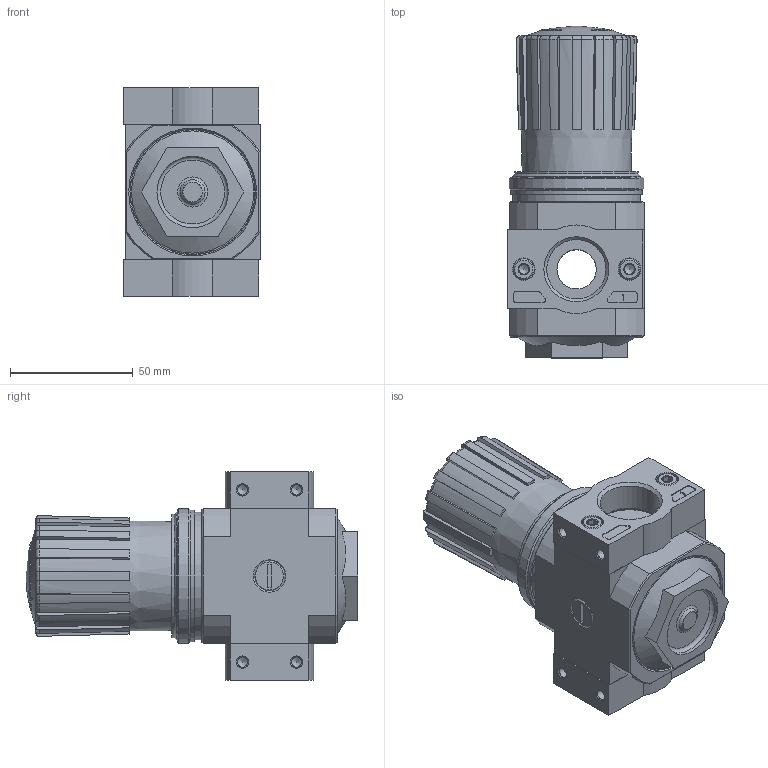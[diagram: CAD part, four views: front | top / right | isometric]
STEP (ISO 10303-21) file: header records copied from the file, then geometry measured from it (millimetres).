
FILE_DESCRIPTION(/* description */ ('STEP AP214'),/* implementation_level */ '2;1');
FILE_NAME(/* name */ '192325_LR-3_4-D-7-O-I-MIDI',/* time_stamp */ '2024-09-04T21:17:01+02:00',/* author */ ('License CC BY-ND 4.0'),/* organization */ ('CADENAS'),/* preprocessor_version */ 'ST-DEVELOPER v19.3',/* originating_system */ 'PARTsolutions',/* authorisation */ ' ');
FILE_SCHEMA (('AUTOMOTIVE_DESIGN {1 0 10303 214 3 1 1}'));
Length unit declared in the file: millimetre
Products named in the file (7): 192325 LR-3/4-D-7-O-I-MIDI-(0); 395469 LR-...-D-7-I-MIDI--(0); 398012 LRVS-D-MINI; 380307 PBL-3/4-D-MIDI-R---(0) p1; DIN-912 - M5x18(F); 380305 PBL-3/4-D-MIDI-L---(1) p1; 373846 LR-MIDI
Assembly tree (10 placements, depth 2):
  192325 LR-3/4-D-7-O-I-MIDI-(0)
    395469 LR-...-D-7-I-MIDI--(0)
    398012 LRVS-D-MINI
    380307 PBL-3/4-D-MIDI-R---(0) p1
    DIN-912 - M5x18(F)  x4
    380305 PBL-3/4-D-MIDI-L---(1) p1
    373846 LR-MIDI  x2
Bounding box: 55.5 x 135 x 85 mm (x, y, z)
Volume: 318025.7 mm3; surface area: 55889.4 mm2
Topology: 10 solids, 11 shells, 483 faces, 1140 edges, 714 vertices
Faces by surface type: plane 252, cone 108, cylinder 80, torus 38, sphere 5
Full cylindrical faces by diameter (mm): 4.134 x8, 5 x4, 6.3 x2, 8.5 x4, 9.6 x2, 11.2 x2, 11.445 x2, 13.157 x2, 16 x1, 24.117 x2, 26.4 x1, 29 x1, 29.7 x1, 30.8 x1, 39 x1, 50.16 x1, 50.376 x1, 52 x1, 53.5 x1, 54.8 x1
Entity records: 13004 total; most frequent: CARTESIAN_POINT 2449, DIRECTION 1857, ORIENTED_EDGE 1718, EDGE_CURVE 859, AXIS2_PLACEMENT_3D 761, VERTEX_POINT 603, FACE_BOUND 520, EDGE_LOOP 515
